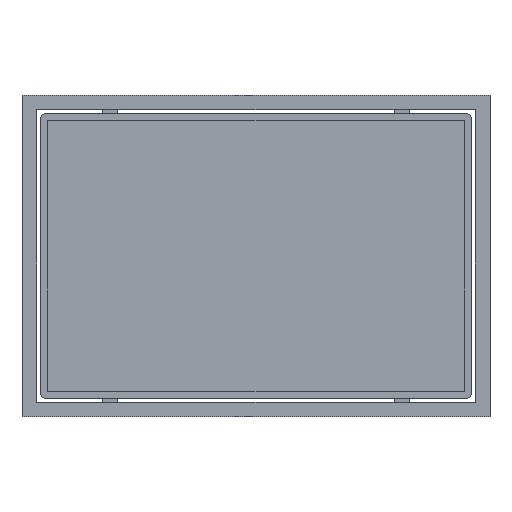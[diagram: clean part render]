
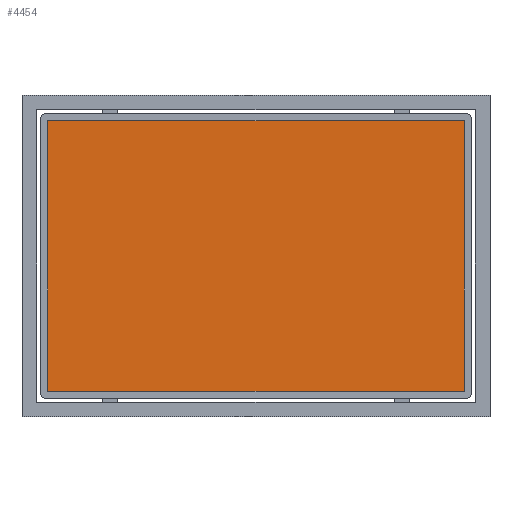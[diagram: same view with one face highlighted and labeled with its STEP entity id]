
A CAD part, top view. The second image highlights one B-rep face of the part: STEP entity #4454.
In plain terms, the highlighted planar face has unit normal (0, 0, 1).
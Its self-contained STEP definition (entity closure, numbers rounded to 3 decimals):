
#182=PLANE('',#4843);
#410=FACE_OUTER_BOUND('',#686,.T.);
#686=EDGE_LOOP('',(#3556,#3557,#3558,#3559));
#1196=LINE('',#8420,#1609);
#1199=LINE('',#8426,#1612);
#1202=LINE('',#8432,#1615);
#1205=LINE('',#8436,#1618);
#1609=VECTOR('',#5641,10.);
#1612=VECTOR('',#5646,10.);
#1615=VECTOR('',#5651,10.);
#1618=VECTOR('',#5656,10.);
#2072=VERTEX_POINT('',#8417);
#2073=VERTEX_POINT('',#8419);
#2075=VERTEX_POINT('',#8425);
#2077=VERTEX_POINT('',#8431);
#2594=EDGE_CURVE('',#2073,#2072,#1196,.T.);
#2597=EDGE_CURVE('',#2075,#2073,#1199,.T.);
#2600=EDGE_CURVE('',#2077,#2075,#1202,.T.);
#2603=EDGE_CURVE('',#2072,#2077,#1205,.T.);
#3556=ORIENTED_EDGE('',*,*,#2603,.T.);
#3557=ORIENTED_EDGE('',*,*,#2600,.T.);
#3558=ORIENTED_EDGE('',*,*,#2597,.T.);
#3559=ORIENTED_EDGE('',*,*,#2594,.T.);
#4454=ADVANCED_FACE('',(#410),#182,.T.);
#4843=AXIS2_PLACEMENT_3D('',#8437,#5657,#5658);
#5641=DIRECTION('',(0.,1.,0.));
#5646=DIRECTION('',(1.,0.,0.));
#5651=DIRECTION('',(0.,-1.,0.));
#5656=DIRECTION('',(-1.,0.,0.));
#5657=DIRECTION('center_axis',(0.,0.,1.));
#5658=DIRECTION('ref_axis',(1.,0.,0.));
#8417=CARTESIAN_POINT('',(285.,185.,44.));
#8419=CARTESIAN_POINT('',(285.,-185.,44.));
#8420=CARTESIAN_POINT('',(285.,-92.5,44.));
#8425=CARTESIAN_POINT('',(-285.,-185.,44.));
#8426=CARTESIAN_POINT('',(-142.5,-185.,44.));
#8431=CARTESIAN_POINT('',(-285.,185.,44.));
#8432=CARTESIAN_POINT('',(-285.,92.5,44.));
#8436=CARTESIAN_POINT('',(142.5,185.,44.));
#8437=CARTESIAN_POINT('Origin',(0.,0.,44.));
